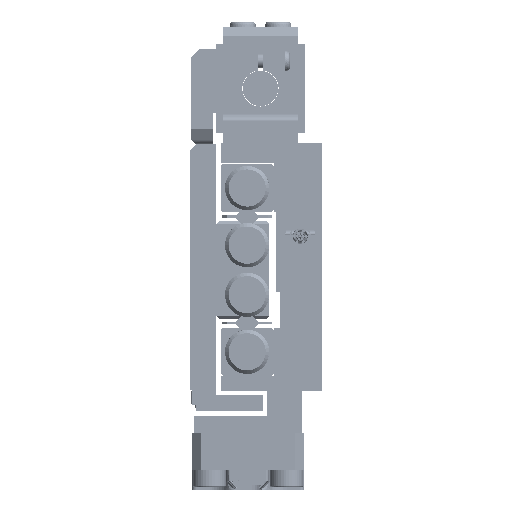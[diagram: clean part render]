
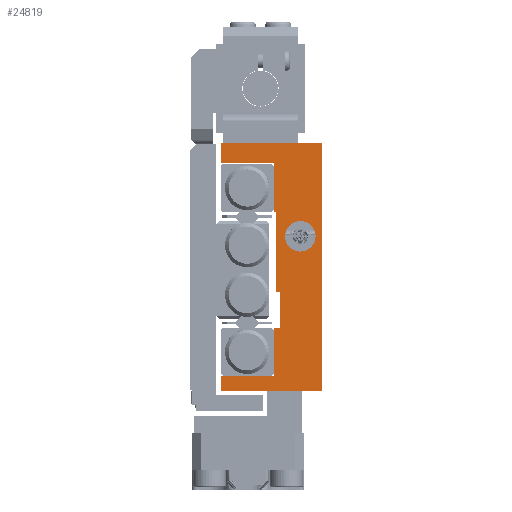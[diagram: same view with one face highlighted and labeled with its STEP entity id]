
A CAD part, left-side view. The second image highlights one B-rep face of the part: STEP entity #24819.
In plain terms, the highlighted planar face has unit normal (-1, 0, 0).
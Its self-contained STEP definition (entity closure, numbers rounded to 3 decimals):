
#204 = DIRECTION ( 'NONE',  ( 0., -1., 0. ) ) ;
#760 = VECTOR ( 'NONE', #31167, 1000. ) ;
#1141 = ORIENTED_EDGE ( 'NONE', *, *, #59666, .F. ) ;
#2506 = VECTOR ( 'NONE', #12227, 1000. ) ;
#3095 = DIRECTION ( 'NONE',  ( 0., 0., 1. ) ) ;
#3807 = CARTESIAN_POINT ( 'NONE',  ( -30., 4.8, -6.8 ) ) ;
#3852 = EDGE_LOOP ( 'NONE', ( #1141, #50054, #58814, #27120, #58915, #19151, #56784, #68747, #52315, #45773, #71939, #80135, #73878, #85363 ) ) ;
#4363 = CARTESIAN_POINT ( 'NONE',  ( -30., 5.5, -14. ) ) ;
#4998 = AXIS2_PLACEMENT_3D ( 'NONE', #28174, #34833, #75043 ) ;
#5337 = CARTESIAN_POINT ( 'NONE',  ( -30., 5.5, 6.3 ) ) ;
#5500 = CARTESIAN_POINT ( 'NONE',  ( -30., 5.5, -14. ) ) ;
#6320 = DIRECTION ( 'NONE',  ( 0., 0., 1. ) ) ;
#7420 = CARTESIAN_POINT ( 'NONE',  ( -30., 5.5, 11.8 ) ) ;
#7632 = CARTESIAN_POINT ( 'NONE',  ( -30., 2.5, 3.5 ) ) ;
#7659 = DIRECTION ( 'NONE',  ( 0., -1., 0. ) ) ;
#8445 = EDGE_CURVE ( 'NONE', #19035, #65415, #67763, .T. ) ;
#10843 = LINE ( 'NONE', #58138, #760 ) ;
#10983 = FACE_OUTER_BOUND ( 'NONE', #3852, .T. ) ;
#11689 = DIRECTION ( 'NONE',  ( 0., 0., 1. ) ) ;
#12227 = DIRECTION ( 'NONE',  ( 0., 0., -1. ) ) ;
#12468 = CARTESIAN_POINT ( 'NONE',  ( -30., 5.5, -6.8 ) ) ;
#12919 = CARTESIAN_POINT ( 'NONE',  ( -30., 0., 14. ) ) ;
#14728 = CARTESIAN_POINT ( 'NONE',  ( -30., 2.5, 1.773 ) ) ;
#16377 = CARTESIAN_POINT ( 'NONE',  ( -30., 5.5, 14. ) ) ;
#16436 = EDGE_CURVE ( 'NONE', #16871, #66838, #43095, .T. ) ;
#16470 = CARTESIAN_POINT ( 'NONE',  ( -30., 5.2, -2.8 ) ) ;
#16871 = VERTEX_POINT ( 'NONE', #46119 ) ;
#16925 = EDGE_CURVE ( 'NONE', #37552, #19035, #20025, .T. ) ;
#16951 = VERTEX_POINT ( 'NONE', #85878 ) ;
#17670 = CARTESIAN_POINT ( 'NONE',  ( -30., 11.5, -12.3 ) ) ;
#19026 = VERTEX_POINT ( 'NONE', #12919 ) ;
#19035 = VERTEX_POINT ( 'NONE', #12468 ) ;
#19151 = ORIENTED_EDGE ( 'NONE', *, *, #83399, .T. ) ;
#19205 = LINE ( 'NONE', #5500, #33835 ) ;
#20025 = LINE ( 'NONE', #74378, #42349 ) ;
#20053 = VERTEX_POINT ( 'NONE', #63893 ) ;
#21439 = DIRECTION ( 'NONE',  ( 0., 1., 0. ) ) ;
#21689 = VECTOR ( 'NONE', #82540, 1000. ) ;
#22102 = VECTOR ( 'NONE', #58130, 1000. ) ;
#22954 = CIRCLE ( 'NONE', #46999, 1.727 ) ;
#23051 = VERTEX_POINT ( 'NONE', #82842 ) ;
#23489 = CARTESIAN_POINT ( 'NONE',  ( -30., 5.5, -12.3 ) ) ;
#24099 = VERTEX_POINT ( 'NONE', #32273 ) ;
#24819 = ADVANCED_FACE ( 'NONE', ( #10983, #30436 ), #37975, .F. ) ;
#25478 = CARTESIAN_POINT ( 'NONE',  ( -30., 11.5, -14. ) ) ;
#25705 = CARTESIAN_POINT ( 'NONE',  ( -30., 11.5, 11.8 ) ) ;
#27120 = ORIENTED_EDGE ( 'NONE', *, *, #72611, .T. ) ;
#28174 = CARTESIAN_POINT ( 'NONE',  ( -30., 2.5, 3.5 ) ) ;
#28206 = VECTOR ( 'NONE', #11689, 1000. ) ;
#28814 = VECTOR ( 'NONE', #56124, 1000. ) ;
#29245 = LINE ( 'NONE', #23489, #54279 ) ;
#29490 = VECTOR ( 'NONE', #21439, 1000. ) ;
#30260 = VECTOR ( 'NONE', #3095, 1000. ) ;
#30289 = CARTESIAN_POINT ( 'NONE',  ( -30., 5.2, 6.3 ) ) ;
#30436 = FACE_BOUND ( 'NONE', #58471, .T. ) ;
#30750 = DIRECTION ( 'NONE',  ( 0., 0., 1. ) ) ;
#31167 = DIRECTION ( 'NONE',  ( 0., 1., 0. ) ) ;
#31316 = EDGE_CURVE ( 'NONE', #85748, #35229, #81136, .T. ) ;
#32273 = CARTESIAN_POINT ( 'NONE',  ( -30., 0., -14. ) ) ;
#33601 = VERTEX_POINT ( 'NONE', #82036 ) ;
#33835 = VECTOR ( 'NONE', #204, 1000. ) ;
#34096 = EDGE_CURVE ( 'NONE', #38098, #23051, #71796, .T. ) ;
#34833 = DIRECTION ( 'NONE',  ( -1., 0., 0. ) ) ;
#35229 = VERTEX_POINT ( 'NONE', #25705 ) ;
#36090 = LINE ( 'NONE', #30289, #22102 ) ;
#36711 = CARTESIAN_POINT ( 'NONE',  ( -30., 0., -14. ) ) ;
#36792 = DIRECTION ( 'NONE',  ( 0., 1., 0. ) ) ;
#37552 = VERTEX_POINT ( 'NONE', #85992 ) ;
#37681 = VECTOR ( 'NONE', #7659, 1000. ) ;
#37975 = PLANE ( 'NONE',  #59635 ) ;
#38098 = VERTEX_POINT ( 'NONE', #5337 ) ;
#40968 = LINE ( 'NONE', #25478, #2506 ) ;
#40975 = EDGE_CURVE ( 'NONE', #41193, #16951, #22954, .T. ) ;
#41193 = VERTEX_POINT ( 'NONE', #14728 ) ;
#41391 = DIRECTION ( 'NONE',  ( 0., 0., -1. ) ) ;
#42127 = VECTOR ( 'NONE', #41391, 1000. ) ;
#42139 = EDGE_CURVE ( 'NONE', #35229, #23051, #56431, .T. ) ;
#42232 = CARTESIAN_POINT ( 'NONE',  ( -30., 4.8, -2.8 ) ) ;
#42349 = VECTOR ( 'NONE', #6320, 1000. ) ;
#43095 = LINE ( 'NONE', #42232, #29490 ) ;
#43478 = EDGE_CURVE ( 'NONE', #24099, #19026, #82656, .T. ) ;
#44298 = ORIENTED_EDGE ( 'NONE', *, *, #73977, .F. ) ;
#44571 = EDGE_CURVE ( 'NONE', #20053, #38098, #10843, .T. ) ;
#45773 = ORIENTED_EDGE ( 'NONE', *, *, #42139, .T. ) ;
#46119 = CARTESIAN_POINT ( 'NONE',  ( -30., 4.8, -2.8 ) ) ;
#46999 = AXIS2_PLACEMENT_3D ( 'NONE', #7632, #47860, #67738 ) ;
#47558 = CARTESIAN_POINT ( 'NONE',  ( -30., 11.5, 14. ) ) ;
#47860 = DIRECTION ( 'NONE',  ( -1., 0., 0. ) ) ;
#50054 = ORIENTED_EDGE ( 'NONE', *, *, #8445, .F. ) ;
#52315 = ORIENTED_EDGE ( 'NONE', *, *, #31316, .T. ) ;
#52762 = CARTESIAN_POINT ( 'NONE',  ( -30., 5.5, -14. ) ) ;
#53798 = DIRECTION ( 'NONE',  ( 0., 0., -1. ) ) ;
#54137 = EDGE_CURVE ( 'NONE', #66838, #20053, #36090, .T. ) ;
#54279 = VECTOR ( 'NONE', #36792, 1000. ) ;
#55853 = CIRCLE ( 'NONE', #4998, 1.727 ) ;
#56124 = DIRECTION ( 'NONE',  ( 0., -1., 0. ) ) ;
#56431 = LINE ( 'NONE', #7420, #21689 ) ;
#56784 = ORIENTED_EDGE ( 'NONE', *, *, #43478, .T. ) ;
#57444 = LINE ( 'NONE', #16377, #28814 ) ;
#58130 = DIRECTION ( 'NONE',  ( 0., 0., 1. ) ) ;
#58138 = CARTESIAN_POINT ( 'NONE',  ( -30., 5.5, 6.3 ) ) ;
#58471 = EDGE_LOOP ( 'NONE', ( #44298, #84288 ) ) ;
#58814 = ORIENTED_EDGE ( 'NONE', *, *, #16925, .F. ) ;
#58915 = ORIENTED_EDGE ( 'NONE', *, *, #76653, .T. ) ;
#59635 = AXIS2_PLACEMENT_3D ( 'NONE', #4363, #86966, #53798 ) ;
#59666 = EDGE_CURVE ( 'NONE', #65415, #16871, #64343, .T. ) ;
#63604 = CARTESIAN_POINT ( 'NONE',  ( -30., 4.8, -6.8 ) ) ;
#63893 = CARTESIAN_POINT ( 'NONE',  ( -30., 5.2, 6.3 ) ) ;
#64343 = LINE ( 'NONE', #3807, #80240 ) ;
#65415 = VERTEX_POINT ( 'NONE', #63604 ) ;
#66838 = VERTEX_POINT ( 'NONE', #16470 ) ;
#67738 = DIRECTION ( 'NONE',  ( 0., 0., 1. ) ) ;
#67763 = LINE ( 'NONE', #74393, #37681 ) ;
#68747 = ORIENTED_EDGE ( 'NONE', *, *, #68949, .F. ) ;
#68949 = EDGE_CURVE ( 'NONE', #85748, #19026, #57444, .T. ) ;
#71796 = LINE ( 'NONE', #52762, #28206 ) ;
#71939 = ORIENTED_EDGE ( 'NONE', *, *, #34096, .F. ) ;
#72611 = EDGE_CURVE ( 'NONE', #37552, #75683, #29245, .T. ) ;
#73878 = ORIENTED_EDGE ( 'NONE', *, *, #54137, .F. ) ;
#73977 = EDGE_CURVE ( 'NONE', #16951, #41193, #55853, .T. ) ;
#74378 = CARTESIAN_POINT ( 'NONE',  ( -30., 5.5, -14. ) ) ;
#74393 = CARTESIAN_POINT ( 'NONE',  ( -30., 5.5, -6.8 ) ) ;
#75043 = DIRECTION ( 'NONE',  ( 0., 0., 1. ) ) ;
#75683 = VERTEX_POINT ( 'NONE', #17670 ) ;
#76653 = EDGE_CURVE ( 'NONE', #75683, #33601, #40968, .T. ) ;
#80135 = ORIENTED_EDGE ( 'NONE', *, *, #44571, .F. ) ;
#80240 = VECTOR ( 'NONE', #30750, 1000. ) ;
#81136 = LINE ( 'NONE', #47558, #42127 ) ;
#82036 = CARTESIAN_POINT ( 'NONE',  ( -30., 11.5, -14. ) ) ;
#82540 = DIRECTION ( 'NONE',  ( 0., -1., 0. ) ) ;
#82656 = LINE ( 'NONE', #36711, #30260 ) ;
#82842 = CARTESIAN_POINT ( 'NONE',  ( -30., 5.5, 11.8 ) ) ;
#83399 = EDGE_CURVE ( 'NONE', #33601, #24099, #19205, .T. ) ;
#83799 = CARTESIAN_POINT ( 'NONE',  ( -30., 11.5, 14. ) ) ;
#84288 = ORIENTED_EDGE ( 'NONE', *, *, #40975, .F. ) ;
#85363 = ORIENTED_EDGE ( 'NONE', *, *, #16436, .F. ) ;
#85748 = VERTEX_POINT ( 'NONE', #83799 ) ;
#85878 = CARTESIAN_POINT ( 'NONE',  ( -30., 2.5, 5.227 ) ) ;
#85992 = CARTESIAN_POINT ( 'NONE',  ( -30., 5.5, -12.3 ) ) ;
#86966 = DIRECTION ( 'NONE',  ( 1., 0., 0. ) ) ;
